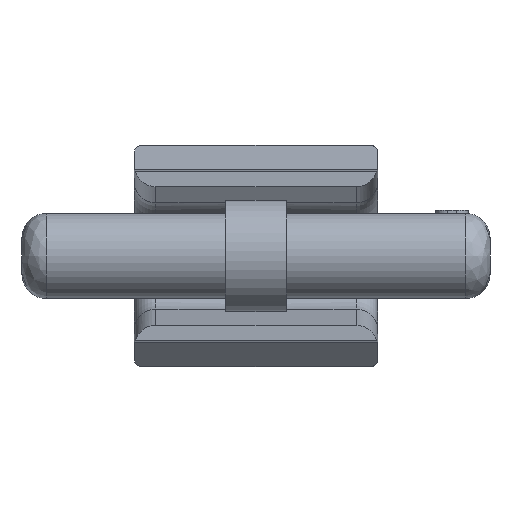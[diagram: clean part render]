
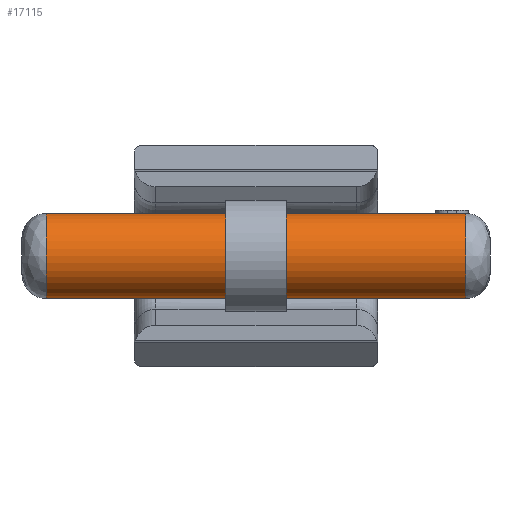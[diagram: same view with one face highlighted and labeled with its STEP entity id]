
A CAD part, front view. The second image highlights one B-rep face of the part: STEP entity #17115.
In plain terms, the highlighted cylindrical face has radius 7 mm (diameter 14 mm), a partial arc.
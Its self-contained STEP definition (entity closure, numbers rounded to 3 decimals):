
#13066=CARTESIAN_POINT('',(34.5,-43.25,0.));
#13067=DIRECTION('',(-1.,0.,0.));
#13068=DIRECTION('',(0.,0.,-1.));
#13069=AXIS2_PLACEMENT_3D('',#13066,#13067,#13068);
#13674=DIRECTION('',(1.,0.,0.));
#13675=VECTOR('',#13674,69.);
#13676=CARTESIAN_POINT('',(-34.5,-43.25,-7.));
#13677=LINE('',#13676,#13675);
#13678=CARTESIAN_POINT('',(-34.5,-43.25,0.));
#13679=DIRECTION('',(-1.,0.,0.));
#13680=DIRECTION('',(0.,0.,-1.));
#13681=AXIS2_PLACEMENT_3D('',#13678,#13679,#13680);
#13683=DIRECTION('',(1.,0.,0.));
#13684=VECTOR('',#13683,69.);
#13685=CARTESIAN_POINT('',(-34.5,-43.25,7.));
#13686=LINE('',#13685,#13684);
#14119=CARTESIAN_POINT('',(-34.5,-43.25,7.));
#14121=VERTEX_POINT('',#14119);
#14174=CARTESIAN_POINT('',(34.5,-43.25,7.));
#14175=VERTEX_POINT('',#14174);
#14187=CARTESIAN_POINT('',(-34.5,-43.25,-7.));
#14189=VERTEX_POINT('',#14187);
#14221=CARTESIAN_POINT('',(34.5,-43.25,-7.));
#14223=VERTEX_POINT('',#14221);
#17104=CARTESIAN_POINT('',(88.689,-43.25,0.));
#17105=DIRECTION('',(1.,0.,0.));
#17106=DIRECTION('',(0.,0.,1.));
#17107=AXIS2_PLACEMENT_3D('',#17104,#17105,#17106);
#17108=CYLINDRICAL_SURFACE('',#17107,7.);
#17109=ORIENTED_EDGE('',*,*,#16079,.F.);
#17110=ORIENTED_EDGE('',*,*,#15418,.F.);
#17111=ORIENTED_EDGE('',*,*,#16265,.T.);
#17112=ORIENTED_EDGE('',*,*,#14435,.T.);
#17113=EDGE_LOOP('',(#17109,#17110,#17111,#17112));
#17114=FACE_OUTER_BOUND('',#17113,.F.);
#17115=ADVANCED_FACE('',(#17114),#17108,.T.);
#13070=CIRCLE('',#13069,7.);
#13682=CIRCLE('',#13681,7.);
#14435=EDGE_CURVE('',#14121,#14175,#13686,.T.);
#15418=EDGE_CURVE('',#14189,#14223,#13677,.T.);
#16079=EDGE_CURVE('',#14223,#14175,#13070,.T.);
#16265=EDGE_CURVE('',#14189,#14121,#13682,.T.);
